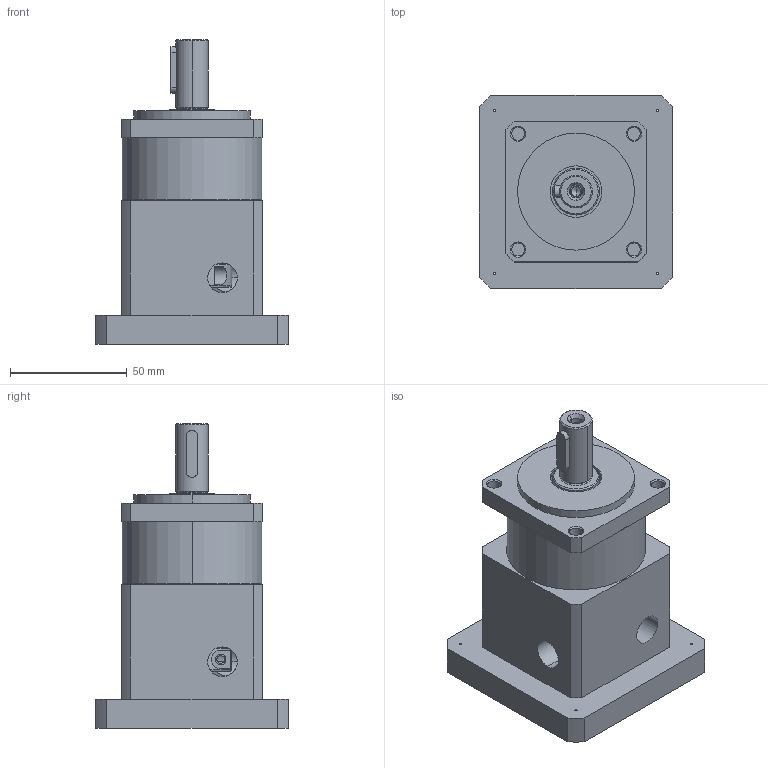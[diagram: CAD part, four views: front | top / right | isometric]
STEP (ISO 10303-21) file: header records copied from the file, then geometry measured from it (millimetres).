
FILE_DESCRIPTION(/* description */ ('Alibre Inc.'),/* implementation_level */ '2;1');
FILE_NAME(/* name */ 'export-618D339B-C25F-4594-BDF3-E872EEE43A5C',/* time_stamp */ '2022-08-08T16:45:15+02:00',/* author */ (''),/* organization */ (''),/* preprocessor_version */ 'ST-DEVELOPER v17',/* originating_system */ 'Alibre',/* authorisation */ '');
FILE_SCHEMA (('AUTOMOTIVE_DESIGN'));
Length unit declared in the file: millimetre
Products named in the file (9): 07160-05x12
Bounding box: 82.5 x 82.5 x 130.35 mm (x, y, z)
Volume: 242334.8 mm3; surface area: 86890.9 mm2
Topology: 11 solids, 11 shells, 554 faces, 1296 edges, 798 vertices
Faces by surface type: cylinder 228, plane 141, cone 104, torus 81
Full cylindrical faces by diameter (mm): 4.2 x4
Entity records: 14943 total; most frequent: CARTESIAN_POINT 3113, DIRECTION 2552, ORIENTED_EDGE 2240, AXIS2_PLACEMENT_3D 1162, EDGE_CURVE 1120, VERTEX_POINT 713, CIRCLE 678, EDGE_LOOP 623
